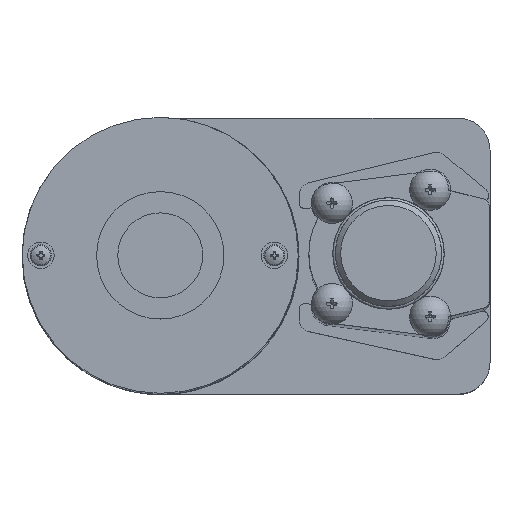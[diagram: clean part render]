
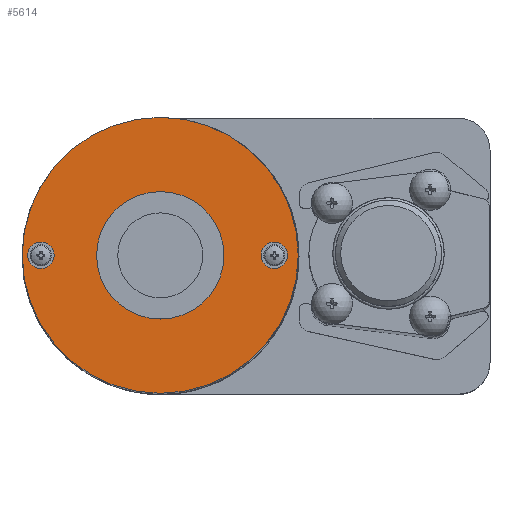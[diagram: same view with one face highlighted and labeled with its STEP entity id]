
A CAD part, top view. The second image highlights one B-rep face of the part: STEP entity #5614.
In plain terms, the highlighted planar face has unit normal (0, 0, 1).
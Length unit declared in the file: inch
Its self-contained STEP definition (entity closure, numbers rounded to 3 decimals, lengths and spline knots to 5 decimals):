
#176=FACE_BOUND('',#1108,.T.);
#177=FACE_BOUND('',#1109,.T.);
#178=FACE_BOUND('',#1110,.T.);
#421=CIRCLE('',#6120,0.09843);
#422=CIRCLE('',#6121,0.09843);
#423=CIRCLE('',#6123,0.47244);
#424=CIRCLE('',#6124,0.47244);
#425=CIRCLE('',#6126,0.09843);
#426=CIRCLE('',#6127,0.09843);
#427=CIRCLE('',#6129,1.02362);
#428=CIRCLE('',#6130,1.02362);
#791=FACE_OUTER_BOUND('',#1107,.T.);
#1107=EDGE_LOOP('',(#4175,#4176));
#1108=EDGE_LOOP('',(#4177,#4178));
#1109=EDGE_LOOP('',(#4179,#4180));
#1110=EDGE_LOOP('',(#4181,#4182));
#2262=VERTEX_POINT('',#10101);
#2263=VERTEX_POINT('',#10103);
#2264=VERTEX_POINT('',#10107);
#2265=VERTEX_POINT('',#10109);
#2266=VERTEX_POINT('',#10113);
#2267=VERTEX_POINT('',#10115);
#2268=VERTEX_POINT('',#10119);
#2269=VERTEX_POINT('',#10120);
#2945=EDGE_CURVE('',#2262,#2263,#421,.T.);
#2946=EDGE_CURVE('',#2263,#2262,#422,.T.);
#2948=EDGE_CURVE('',#2264,#2265,#423,.T.);
#2949=EDGE_CURVE('',#2265,#2264,#424,.T.);
#2951=EDGE_CURVE('',#2266,#2267,#425,.T.);
#2952=EDGE_CURVE('',#2267,#2266,#426,.T.);
#2953=EDGE_CURVE('',#2268,#2269,#427,.T.);
#2954=EDGE_CURVE('',#2269,#2268,#428,.T.);
#4175=ORIENTED_EDGE('',*,*,#2953,.T.);
#4176=ORIENTED_EDGE('',*,*,#2954,.T.);
#4177=ORIENTED_EDGE('',*,*,#2952,.F.);
#4178=ORIENTED_EDGE('',*,*,#2951,.F.);
#4179=ORIENTED_EDGE('',*,*,#2949,.F.);
#4180=ORIENTED_EDGE('',*,*,#2948,.F.);
#4181=ORIENTED_EDGE('',*,*,#2946,.F.);
#4182=ORIENTED_EDGE('',*,*,#2945,.F.);
#5077=PLANE('',#6128);
#5614=ADVANCED_FACE('',(#791,#176,#177,#178),#5077,.T.);
#6120=AXIS2_PLACEMENT_3D('',#10104,#7276,#7277);
#6121=AXIS2_PLACEMENT_3D('',#10105,#7278,#7279);
#6123=AXIS2_PLACEMENT_3D('',#10110,#7283,#7284);
#6124=AXIS2_PLACEMENT_3D('',#10111,#7285,#7286);
#6126=AXIS2_PLACEMENT_3D('',#10116,#7290,#7291);
#6127=AXIS2_PLACEMENT_3D('',#10117,#7292,#7293);
#6128=AXIS2_PLACEMENT_3D('',#10118,#7294,#7295);
#6129=AXIS2_PLACEMENT_3D('',#10121,#7296,#7297);
#6130=AXIS2_PLACEMENT_3D('',#10122,#7298,#7299);
#7276=DIRECTION('center_axis',(0.,0.,1.));
#7277=DIRECTION('ref_axis',(1.,0.,0.));
#7278=DIRECTION('center_axis',(0.,0.,1.));
#7279=DIRECTION('ref_axis',(1.,0.,0.));
#7283=DIRECTION('center_axis',(0.,0.,1.));
#7284=DIRECTION('ref_axis',(1.,0.,0.));
#7285=DIRECTION('center_axis',(0.,0.,1.));
#7286=DIRECTION('ref_axis',(1.,0.,0.));
#7290=DIRECTION('center_axis',(0.,0.,1.));
#7291=DIRECTION('ref_axis',(1.,0.,0.));
#7292=DIRECTION('center_axis',(0.,0.,1.));
#7293=DIRECTION('ref_axis',(1.,0.,0.));
#7294=DIRECTION('center_axis',(0.,0.,1.));
#7295=DIRECTION('ref_axis',(1.,0.,0.));
#7296=DIRECTION('center_axis',(0.,0.,1.));
#7297=DIRECTION('ref_axis',(1.,0.,0.));
#7298=DIRECTION('center_axis',(0.,0.,1.));
#7299=DIRECTION('ref_axis',(1.,0.,0.));
#10101=CARTESIAN_POINT('',(0.47244,0.,4.67717));
#10103=CARTESIAN_POINT('',(0.66929,0.,4.67717));
#10104=CARTESIAN_POINT('Origin',(0.57087,0.,4.67717));
#10105=CARTESIAN_POINT('Origin',(0.57087,0.,4.67717));
#10107=CARTESIAN_POINT('',(-0.74803,0.,4.67717));
#10109=CARTESIAN_POINT('',(0.19685,0.,4.67717));
#10110=CARTESIAN_POINT('Origin',(-0.27559,0.,4.67717));
#10111=CARTESIAN_POINT('Origin',(-0.27559,0.,4.67717));
#10113=CARTESIAN_POINT('',(-1.25984,0.,4.67717));
#10115=CARTESIAN_POINT('',(-1.06299,0.,4.67717));
#10116=CARTESIAN_POINT('Origin',(-1.16142,0.,4.67717));
#10117=CARTESIAN_POINT('Origin',(-1.16142,0.,4.67717));
#10118=CARTESIAN_POINT('Origin',(-0.27559,0.,4.67717));
#10119=CARTESIAN_POINT('',(0.74803,0.,4.67717));
#10120=CARTESIAN_POINT('',(-1.29921,0.,4.67717));
#10121=CARTESIAN_POINT('Origin',(-0.27559,0.,4.67717));
#10122=CARTESIAN_POINT('Origin',(-0.27559,0.,4.67717));
